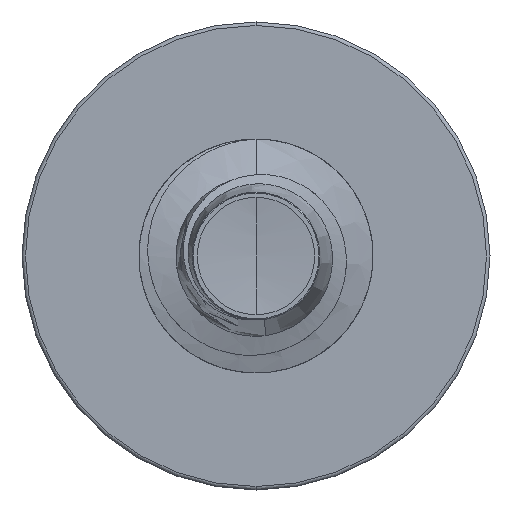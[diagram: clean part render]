
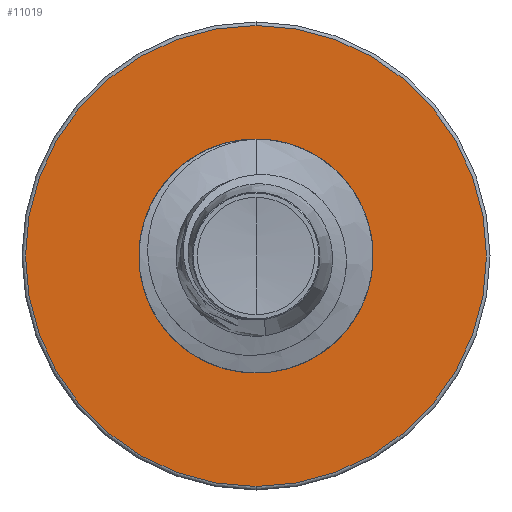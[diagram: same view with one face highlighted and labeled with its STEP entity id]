
A CAD part, front view. The second image highlights one B-rep face of the part: STEP entity #11019.
In plain terms, the highlighted planar face has unit normal (0, -1, 0).
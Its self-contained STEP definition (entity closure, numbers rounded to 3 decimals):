
#453 = DIRECTION ( 'NONE',  ( 0., 0., 1. ) ) ;
#499 = DIRECTION ( 'NONE',  ( 0., 1., 0. ) ) ;
#582 = CARTESIAN_POINT ( 'NONE',  ( 0., 17.5, 0. ) ) ;
#1205 = VERTEX_POINT ( 'NONE', #6783 ) ;
#1351 = AXIS2_PLACEMENT_3D ( 'NONE', #7987, #22635, #10591 ) ;
#2134 = AXIS2_PLACEMENT_3D ( 'NONE', #10114, #24008, #12560 ) ;
#6154 = ORIENTED_EDGE ( 'NONE', *, *, #19362, .F. ) ;
#6222 = EDGE_CURVE ( 'NONE', #1205, #23770, #22426, .T. ) ;
#6265 = FACE_BOUND ( 'NONE', #13450, .T. ) ;
#6584 = AXIS2_PLACEMENT_3D ( 'NONE', #15136, #15106, #15078 ) ;
#6783 = CARTESIAN_POINT ( 'NONE',  ( 0., 17.5, -1.989 ) ) ;
#7454 = AXIS2_PLACEMENT_3D ( 'NONE', #10984, #24560, #13324 ) ;
#7987 = CARTESIAN_POINT ( 'NONE',  ( 0., 17.5, 0. ) ) ;
#9037 = ORIENTED_EDGE ( 'NONE', *, *, #6222, .T. ) ;
#10114 = CARTESIAN_POINT ( 'NONE',  ( 0., 17.5, 0. ) ) ;
#10591 = DIRECTION ( 'NONE',  ( 0., 0., 1. ) ) ;
#10984 = CARTESIAN_POINT ( 'NONE',  ( 0., 17.5, 0. ) ) ;
#11019 = ADVANCED_FACE ( 'NONE', ( #26866, #6265 ), #15195, .F. ) ;
#11463 = AXIS2_PLACEMENT_3D ( 'NONE', #582, #499, #453 ) ;
#12199 = CARTESIAN_POINT ( 'NONE',  ( 0., 17.5, 1.989 ) ) ;
#12560 = DIRECTION ( 'NONE',  ( 0., 0., 1. ) ) ;
#13324 = DIRECTION ( 'NONE',  ( 0., 0., 1. ) ) ;
#13450 = EDGE_LOOP ( 'NONE', ( #23648, #9037 ) ) ;
#15078 = DIRECTION ( 'NONE',  ( 0., 0., 1. ) ) ;
#15106 = DIRECTION ( 'NONE',  ( 0., 1., 0. ) ) ;
#15136 = CARTESIAN_POINT ( 'NONE',  ( 0., 17.5, -1.989 ) ) ;
#15195 = PLANE ( 'NONE',  #6584 ) ;
#16069 = CARTESIAN_POINT ( 'NONE',  ( 0., 17.5, 3.94 ) ) ;
#17096 = VERTEX_POINT ( 'NONE', #22576 ) ;
#17237 = ORIENTED_EDGE ( 'NONE', *, *, #25903, .F. ) ;
#17919 = CIRCLE ( 'NONE', #7454, 1.989 ) ;
#19362 = EDGE_CURVE ( 'NONE', #17096, #20462, #21041, .T. ) ;
#19825 = EDGE_LOOP ( 'NONE', ( #17237, #6154 ) ) ;
#20462 = VERTEX_POINT ( 'NONE', #16069 ) ;
#21041 = CIRCLE ( 'NONE', #1351, 3.94 ) ;
#21620 = EDGE_CURVE ( 'NONE', #23770, #1205, #17919, .T. ) ;
#22426 = CIRCLE ( 'NONE', #11463, 1.989 ) ;
#22576 = CARTESIAN_POINT ( 'NONE',  ( 0., 17.5, -3.94 ) ) ;
#22635 = DIRECTION ( 'NONE',  ( 0., 1., 0. ) ) ;
#23051 = CIRCLE ( 'NONE', #2134, 3.94 ) ;
#23648 = ORIENTED_EDGE ( 'NONE', *, *, #21620, .T. ) ;
#23770 = VERTEX_POINT ( 'NONE', #12199 ) ;
#24008 = DIRECTION ( 'NONE',  ( 0., 1., 0. ) ) ;
#24560 = DIRECTION ( 'NONE',  ( 0., 1., 0. ) ) ;
#25903 = EDGE_CURVE ( 'NONE', #20462, #17096, #23051, .T. ) ;
#26866 = FACE_OUTER_BOUND ( 'NONE', #19825, .T. ) ;
